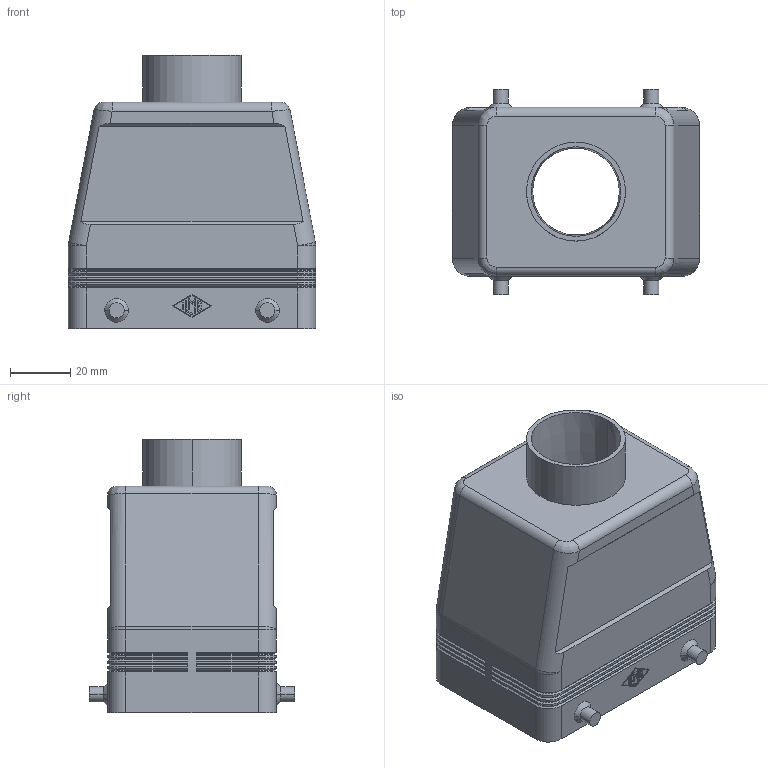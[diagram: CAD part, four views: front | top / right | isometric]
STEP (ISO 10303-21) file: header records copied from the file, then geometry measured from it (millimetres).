
FILE_DESCRIPTION(('Creo Elements/Direct Modeling STEP Export'),'2;1');
FILE_NAME('CAVT_50_6.stp','2012-12-18T13:08:30',(''),(''),'Creo Elements/Direct Modeling STEP processor for AP214 (Solid Model)','Creo Elements/Direct Modeling 18.0B 02-Dec-2011 (C) Parametric Technology GmbH','');
FILE_SCHEMA(('AUTOMOTIVE_DESIGN { 1 0 10303 214 1 1 1 1 }'));
Length unit declared in the file: millimetre
Products named in the file (1): MSBO7607
Bounding box: 82 x 68 x 90.5 mm (x, y, z)
Volume: 81791.3 mm3; surface area: 49205.6 mm2
Topology: 1 solids, 1 shells, 368 faces, 886 edges, 549 vertices
Faces by surface type: plane 202, cylinder 116, cone 42, sphere 4, bspline 4
Entity records: 13334 total; most frequent: CARTESIAN_POINT 1995, ORIENTED_EDGE 1772, DIRECTION 1709, EDGE_CURVE 886, VECTOR 591, LINE 591, AXIS2_PLACEMENT_3D 559, VERTEX_POINT 549
